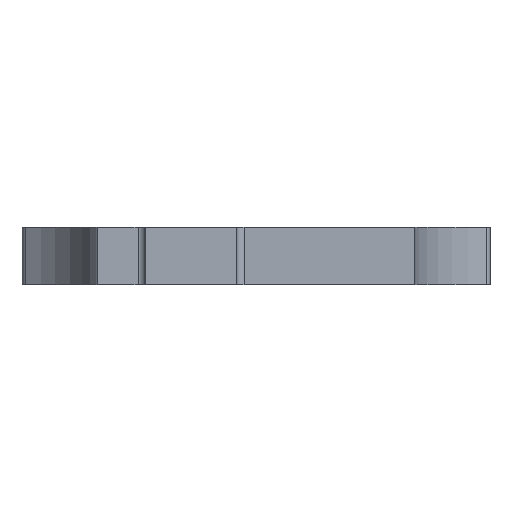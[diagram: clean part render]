
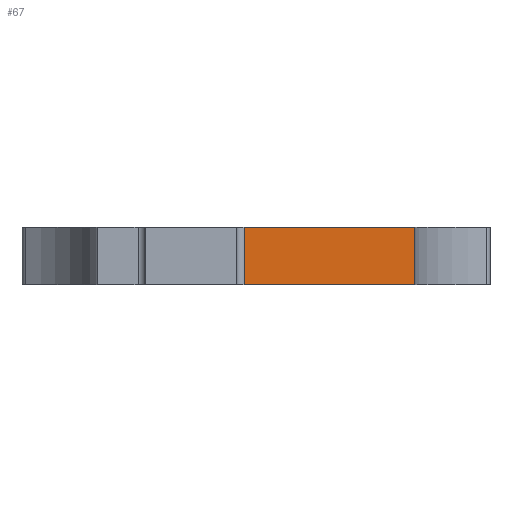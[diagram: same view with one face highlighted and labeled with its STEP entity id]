
A CAD part, front view. The second image highlights one B-rep face of the part: STEP entity #67.
In plain terms, the highlighted free-form (B-spline) face has degree [2, 1] with [3, 2] control points.
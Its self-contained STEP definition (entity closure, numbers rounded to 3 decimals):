
#67=ADVANCED_FACE('',(#164),#1578,.T.);
#164=FACE_OUTER_BOUND('',#269,.T.);
#269=EDGE_LOOP('',(#468,#469,#470,#471));
#468=ORIENTED_EDGE('',*,*,#932,.T.);
#469=ORIENTED_EDGE('',*,*,#883,.T.);
#470=ORIENTED_EDGE('',*,*,#933,.F.);
#471=ORIENTED_EDGE('',*,*,#930,.F.);
#883=EDGE_CURVE('',#1384,#1387,#1159,.T.);
#930=EDGE_CURVE('',#1418,#1419,#1206,.T.);
#932=EDGE_CURVE('',#1418,#1384,#1208,.T.);
#933=EDGE_CURVE('',#1419,#1387,#1209,.T.);
#1159=(
BOUNDED_CURVE()
B_SPLINE_CURVE(1,(#2714,#2715),.UNSPECIFIED.,.F.,.F.)
B_SPLINE_CURVE_WITH_KNOTS((2,2),(0.,8.),.UNSPECIFIED.)
CURVE()
GEOMETRIC_REPRESENTATION_ITEM()
RATIONAL_B_SPLINE_CURVE((1.,1.))
REPRESENTATION_ITEM('')
);
#1206=(
BOUNDED_CURVE()
B_SPLINE_CURVE(1,(#2843,#2844),.UNSPECIFIED.,.F.,.F.)
B_SPLINE_CURVE_WITH_KNOTS((2,2),(0.,8.),.UNSPECIFIED.)
CURVE()
GEOMETRIC_REPRESENTATION_ITEM()
RATIONAL_B_SPLINE_CURVE((1.,1.))
REPRESENTATION_ITEM('')
);
#1208=(
BOUNDED_CURVE()
B_SPLINE_CURVE(2,(#2848,#2849,#2850),.UNSPECIFIED.,.F.,.F.)
B_SPLINE_CURVE_WITH_KNOTS((3,3),(-1065.893,-1042.243),
 .UNSPECIFIED.)
CURVE()
GEOMETRIC_REPRESENTATION_ITEM()
RATIONAL_B_SPLINE_CURVE((1.,1.,1.))
REPRESENTATION_ITEM('')
);
#1209=(
BOUNDED_CURVE()
B_SPLINE_CURVE(2,(#2851,#2852,#2853),.UNSPECIFIED.,.F.,.F.)
B_SPLINE_CURVE_WITH_KNOTS((3,3),(-1065.893,-1042.243),
 .UNSPECIFIED.)
CURVE()
GEOMETRIC_REPRESENTATION_ITEM()
RATIONAL_B_SPLINE_CURVE((1.,1.,1.))
REPRESENTATION_ITEM('')
);
#1384=VERTEX_POINT('',#2544);
#1387=VERTEX_POINT('',#2547);
#1418=VERTEX_POINT('',#2578);
#1419=VERTEX_POINT('',#2579);
#1578=(
BOUNDED_SURFACE()
B_SPLINE_SURFACE(2,1,((#1805,#1806),(#1807,#1808),(#1809,#1810)),
 .UNSPECIFIED.,.F.,.F.,.F.)
B_SPLINE_SURFACE_WITH_KNOTS((3,3),(2,2),(-1065.893,-1042.243),
(0.,8.),.UNSPECIFIED.)
GEOMETRIC_REPRESENTATION_ITEM()
RATIONAL_B_SPLINE_SURFACE(((1.,1.),(1.,1.),(1.,1.)))
REPRESENTATION_ITEM('')
SURFACE()
);
#1805=CARTESIAN_POINT('',(22.,-45.4,8.));
#1806=CARTESIAN_POINT('',(22.,-45.4,0.));
#1807=CARTESIAN_POINT('',(10.175,-45.4,8.));
#1808=CARTESIAN_POINT('',(10.175,-45.4,0.));
#1809=CARTESIAN_POINT('',(-1.65,-45.4,8.));
#1810=CARTESIAN_POINT('',(-1.65,-45.4,0.));
#2544=CARTESIAN_POINT('',(-1.65,-45.4,8.));
#2547=CARTESIAN_POINT('',(-1.65,-45.4,0.));
#2578=CARTESIAN_POINT('',(22.,-45.4,8.));
#2579=CARTESIAN_POINT('',(22.,-45.4,0.));
#2714=CARTESIAN_POINT('',(-1.65,-45.4,8.));
#2715=CARTESIAN_POINT('',(-1.65,-45.4,0.));
#2843=CARTESIAN_POINT('',(22.,-45.4,8.));
#2844=CARTESIAN_POINT('',(22.,-45.4,0.));
#2848=CARTESIAN_POINT('',(22.,-45.4,8.));
#2849=CARTESIAN_POINT('',(10.175,-45.4,8.));
#2850=CARTESIAN_POINT('',(-1.65,-45.4,8.));
#2851=CARTESIAN_POINT('',(22.,-45.4,0.));
#2852=CARTESIAN_POINT('',(10.175,-45.4,0.));
#2853=CARTESIAN_POINT('',(-1.65,-45.4,0.));
